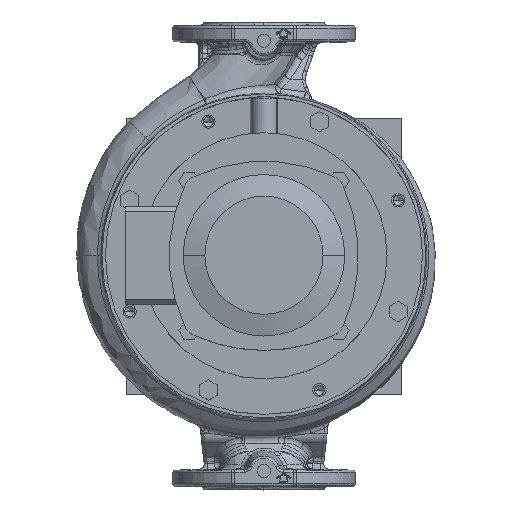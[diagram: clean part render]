
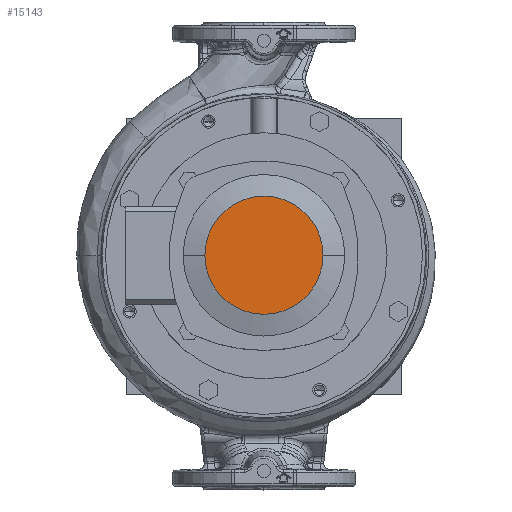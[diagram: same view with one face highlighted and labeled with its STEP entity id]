
A CAD part, top view. The second image highlights one B-rep face of the part: STEP entity #15143.
In plain terms, the highlighted planar face has unit normal (0, 0, 1).
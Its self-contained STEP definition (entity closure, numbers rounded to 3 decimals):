
#6089 = EDGE_LOOP ( 'NONE', ( #48127, #48128 ) ) ;
#7368 = CARTESIAN_POINT ( 'NONE',  ( -60., 0., 406.75 ) ) ;
#7489 = CARTESIAN_POINT ( 'NONE',  ( 60., 0., 406.75 ) ) ;
#12237 = DIRECTION ( 'NONE',  ( -1., 0., 0. ) ) ;
#12238 = DIRECTION ( 'NONE',  ( 0., 0., -1. ) ) ;
#12242 = PLANE ( 'NONE',  #41874 ) ;
#12243 = FACE_OUTER_BOUND ( 'NONE', #6089, .T. ) ;
#12245 = CARTESIAN_POINT ( 'NONE',  ( -60., 0., 406.75 ) ) ;
#15143 = ADVANCED_FACE ( 'NONE', ( #12243 ), #12242, .F. ) ;
#16544 = VERTEX_POINT ( 'NONE', #7489 ) ;
#16671 = VERTEX_POINT ( 'NONE', #7368 ) ;
#25965 = CARTESIAN_POINT ( 'NONE',  ( 0., 0., 406.75 ) ) ;
#25966 = DIRECTION ( 'NONE',  ( 0., 0., 1. ) ) ;
#25967 = DIRECTION ( 'NONE',  ( 1., 0., 0. ) ) ;
#26107 = CARTESIAN_POINT ( 'NONE',  ( 0., 0., 406.75 ) ) ;
#26108 = DIRECTION ( 'NONE',  ( 0., 0., 1. ) ) ;
#26109 = DIRECTION ( 'NONE',  ( 1., 0., 0. ) ) ;
#31892 = EDGE_CURVE ( 'NONE', #16671, #16544, #41270, .T. ) ;
#40510 = AXIS2_PLACEMENT_3D ( 'NONE', #26107, #26108, #26109 ) ;
#40511 = CIRCLE ( 'NONE', #40510, 60. ) ;
#41270 = CIRCLE ( 'NONE', #41279, 60. ) ;
#41279 = AXIS2_PLACEMENT_3D ( 'NONE', #25965, #25966, #25967 ) ;
#41874 = AXIS2_PLACEMENT_3D ( 'NONE', #12245, #12238, #12237 ) ;
#45225 = EDGE_CURVE ( 'NONE', #16544, #16671, #40511, .T. ) ;
#48127 = ORIENTED_EDGE ( 'NONE', *, *, #31892, .T. ) ;
#48128 = ORIENTED_EDGE ( 'NONE', *, *, #45225, .T. ) ;
